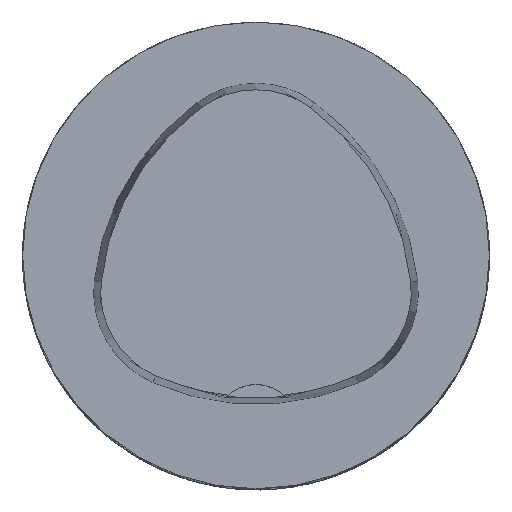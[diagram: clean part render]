
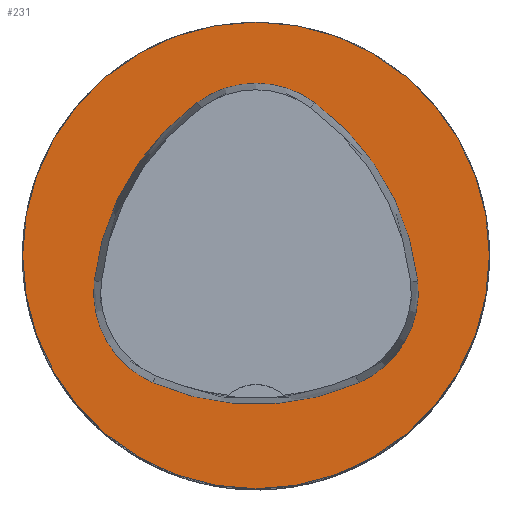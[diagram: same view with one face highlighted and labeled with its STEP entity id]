
A CAD part, top view. The second image highlights one B-rep face of the part: STEP entity #231.
In plain terms, the highlighted planar face has unit normal (0, 0, 1).
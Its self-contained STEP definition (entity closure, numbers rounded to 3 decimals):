
#161=PLANE('',#1011);
#231=ADVANCED_FACE('',(#321,#322),#161,.T.);
#276=CIRCLE('',#982,40.);
#278=CIRCLE('',#989,44.);
#280=CIRCLE('',#992,17.);
#282=CIRCLE('',#995,44.);
#284=CIRCLE('',#998,17.);
#288=CIRCLE('',#1003,44.);
#290=CIRCLE('',#1006,17.);
#321=FACE_BOUND('',#383,.T.);
#322=FACE_BOUND('',#384,.T.);
#383=EDGE_LOOP('',(#504,#505,#506,#507,#508,#509));
#384=EDGE_LOOP('',(#510));
#504=ORIENTED_EDGE('',*,*,#690,.T.);
#505=ORIENTED_EDGE('',*,*,#670,.T.);
#506=ORIENTED_EDGE('',*,*,#674,.T.);
#507=ORIENTED_EDGE('',*,*,#677,.T.);
#508=ORIENTED_EDGE('',*,*,#680,.T.);
#509=ORIENTED_EDGE('',*,*,#688,.T.);
#510=ORIENTED_EDGE('',*,*,#660,.F.);
#600=VERTEX_POINT('',#1397);
#610=VERTEX_POINT('',#1418);
#611=VERTEX_POINT('',#1419);
#614=VERTEX_POINT('',#1427);
#616=VERTEX_POINT('',#1433);
#618=VERTEX_POINT('',#1439);
#625=VERTEX_POINT('',#1460);
#660=EDGE_CURVE('',#600,#600,#276,.T.);
#670=EDGE_CURVE('',#610,#611,#278,.T.);
#674=EDGE_CURVE('',#611,#614,#280,.T.);
#677=EDGE_CURVE('',#614,#616,#282,.T.);
#680=EDGE_CURVE('',#616,#618,#284,.T.);
#688=EDGE_CURVE('',#618,#625,#288,.T.);
#690=EDGE_CURVE('',#625,#610,#290,.T.);
#982=AXIS2_PLACEMENT_3D('',#1396,#1129,#1130);
#989=AXIS2_PLACEMENT_3D('',#1417,#1147,#1148);
#992=AXIS2_PLACEMENT_3D('',#1426,#1155,#1156);
#995=AXIS2_PLACEMENT_3D('',#1432,#1162,#1163);
#998=AXIS2_PLACEMENT_3D('',#1438,#1169,#1170);
#1003=AXIS2_PLACEMENT_3D('',#1461,#1181,#1182);
#1006=AXIS2_PLACEMENT_3D('',#1464,#1187,#1188);
#1011=AXIS2_PLACEMENT_3D('',#1469,#1197,#1198);
#1129=DIRECTION('',(0.,0.,-1.));
#1130=DIRECTION('',(-1.,0.,0.));
#1147=DIRECTION('',(0.,0.,-1.));
#1148=DIRECTION('',(-1.,0.,0.));
#1155=DIRECTION('',(0.,0.,-1.));
#1156=DIRECTION('',(-1.,0.,0.));
#1162=DIRECTION('',(0.,0.,-1.));
#1163=DIRECTION('',(-1.,0.,0.));
#1169=DIRECTION('',(0.,0.,-1.));
#1170=DIRECTION('',(-1.,0.,0.));
#1181=DIRECTION('',(0.,0.,-1.));
#1182=DIRECTION('',(-1.,0.,0.));
#1187=DIRECTION('',(0.,0.,-1.));
#1188=DIRECTION('',(-1.,0.,0.));
#1197=DIRECTION('',(0.,0.,1.));
#1198=DIRECTION('',(1.,0.,0.));
#1396=CARTESIAN_POINT('',(0.,0.,0.));
#1397=CARTESIAN_POINT('',(-40.,0.,0.));
#1417=CARTESIAN_POINT('',(16.01,-9.224,0.));
#1418=CARTESIAN_POINT('',(-27.722,-4.378,0.));
#1419=CARTESIAN_POINT('',(-10.119,26.178,0.));
#1426=CARTESIAN_POINT('',(-0.023,12.5,0.));
#1427=CARTESIAN_POINT('',(10.049,26.194,0.));
#1432=CARTESIAN_POINT('',(-16.021,-9.25,0.));
#1433=CARTESIAN_POINT('',(27.71,-4.394,0.));
#1438=CARTESIAN_POINT('',(10.814,-6.27,0.));
#1439=CARTESIAN_POINT('',(17.611,-21.852,0.));
#1460=CARTESIAN_POINT('',(-17.652,-21.819,0.));
#1461=CARTESIAN_POINT('',(0.017,18.477,0.));
#1464=CARTESIAN_POINT('',(-10.825,-6.25,0.));
#1469=CARTESIAN_POINT('',(0.,0.,0.));
